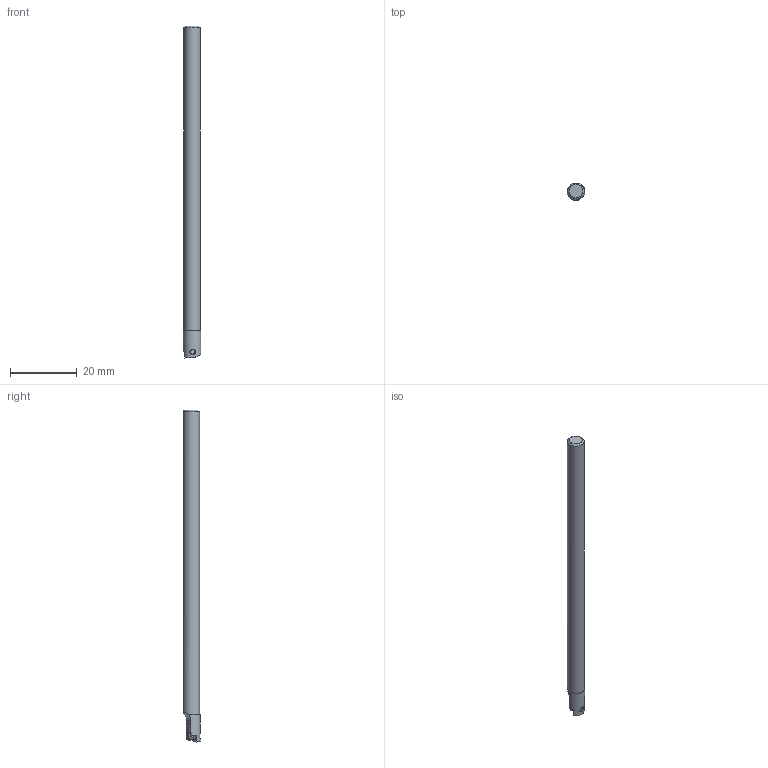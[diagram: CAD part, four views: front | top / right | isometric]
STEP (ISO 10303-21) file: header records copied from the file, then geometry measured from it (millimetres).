
FILE_DESCRIPTION(/* description */ (''),/* implementation_level */ '2;1');
FILE_NAME(/* name */ 'C05HSWUBR02.stp',/* time_stamp */ '2021-11-11T11:51:26+09:00',/* author */ (''),/* organization */ (''),/* preprocessor_version */ 'ST-DEVELOPER v16',/* originating_system */ 'SIEMENS PLM Software NX 10.0',/* authorisation */ '');
FILE_SCHEMA (('AUTOMOTIVE_DESIGN { 1 0 10303 214 3 1 1 1 }'));
Length unit declared in the file: millimetre
Products named in the file (1): C05HSWUBR02_ASM
Bounding box: 5.3 x 4.85 x 99.71 mm (x, y, z)
Volume: 1851.6 mm3; surface area: 1624.9 mm2
Topology: 2 solids, 2 shells, 56 faces, 181 edges, 131 vertices
Faces by surface type: cylinder 26, plane 18, cone 8, torus 2, sphere 2
Entity records: 2461 total; most frequent: CARTESIAN_POINT 720, DIRECTION 359, ORIENTED_EDGE 358, EDGE_CURVE 179, AXIS2_PLACEMENT_3D 149, VERTEX_POINT 128, CIRCLE 75, LINE 61
